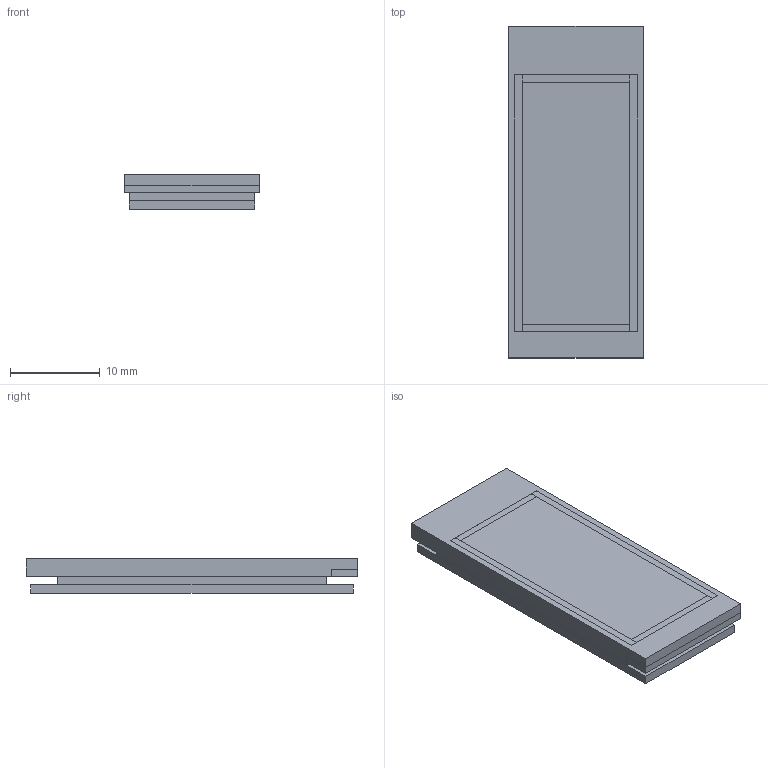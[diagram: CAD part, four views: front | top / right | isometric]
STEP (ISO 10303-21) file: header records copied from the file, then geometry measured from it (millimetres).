
FILE_DESCRIPTION(('FreeCAD Model'),'2;1');
FILE_NAME('Open CASCADE Shape Model','2025-01-30T23:11:11',(''),(''), 'Open CASCADE STEP processor 7.8','FreeCAD','Unknown');
FILE_SCHEMA(('AUTOMOTIVE_DESIGN { 1 0 10303 214 1 1 1 1 }'));
Length unit declared in the file: millimetre
Products named in the file (20): Unnamed; Socket; X-axis; XY-plane; Sketch; Pad; Sketch001; Pocket; Sketch002; Pocket001; Part; Sketch003; Pad001; Sketch004; Pad002; Sketch005; Pocket002; Chamfer; Fillet; Chamfer001
Assembly tree (29 placements, depth 2):
  Unnamed
    Socket
    X-axis  x6
    XY-plane  x6
    Sketch
    Pad
    Sketch001
    Pocket
    Sketch002
    Pocket001
    Part
    Sketch003
    Pad001
    Sketch004
    Pad002
    Sketch005
    Pocket002
    Chamfer
    Fillet
    Chamfer001
Bounding box: 15 x 37 x 3.9 mm (x, y, z)
Surface area: 10835.9 mm2
Topology: 11 solids, 11 shells, 137 faces, 376 edges, 275 vertices
Faces by surface type: plane 124, cylinder 13
Full cylindrical faces by diameter (mm): 1.25 x10
Entity records: 4925 total; most frequent: CARTESIAN_POINT 818, DIRECTION 736, ORIENTED_EDGE 690, EDGE_CURVE 345, LINE 340, VECTOR 340, VERTEX_POINT 230, AXIS2_PLACEMENT_3D 198
